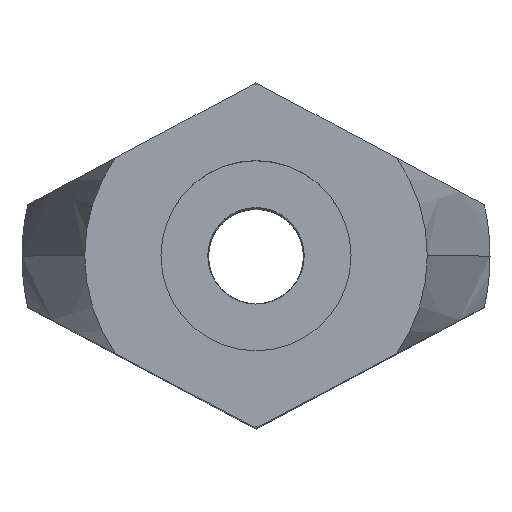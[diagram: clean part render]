
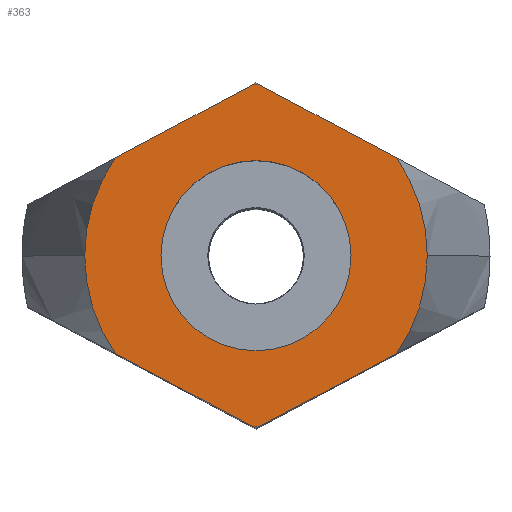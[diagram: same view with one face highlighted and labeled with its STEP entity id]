
A CAD part, top view. The second image highlights one B-rep face of the part: STEP entity #363.
In plain terms, the highlighted planar face has unit normal (0, 0, 1).
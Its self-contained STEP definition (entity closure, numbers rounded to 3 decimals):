
#191=EDGE_CURVE('',#301,#375,#522,.T.);
#195=VERTEX_POINT('',#526);
#209=EDGE_CURVE('',#215,#265,#541,.T.);
#215=VERTEX_POINT('',#549);
#247=EDGE_CURVE('',#397,#351,#585,.T.);
#251=EDGE_CURVE('',#289,#215,#589,.T.);
#255=EDGE_CURVE('',#265,#301,#594,.T.);
#261=EDGE_CURVE('',#325,#311,#600,.T.);
#265=VERTEX_POINT('',#605);
#267=EDGE_CURVE('',#195,#289,#607,.T.);
#289=VERTEX_POINT('',#632);
#301=VERTEX_POINT('',#644);
#303=EDGE_CURVE('',#311,#389,#646,.T.);
#305=EDGE_CURVE('',#375,#325,#648,.T.);
#311=VERTEX_POINT('',#654);
#325=VERTEX_POINT('',#669);
#351=VERTEX_POINT('',#698);
#357=VERTEX_POINT('',#706);
#363=ADVANCED_FACE('',(#712,#713),#714,.T.);
#375=VERTEX_POINT('',#729);
#385=EDGE_CURVE('',#389,#357,#739,.T.);
#389=VERTEX_POINT('',#743);
#397=VERTEX_POINT('',#752);
#491=EDGE_CURVE('',#351,#397,#860,.T.);
#493=EDGE_CURVE('',#357,#195,#862,.T.);
#522=CIRCLE('',#883,5.856);
#526=CARTESIAN_POINT('',(5.856,0.,13.0));
#541=CIRCLE('',#920,5.856);
#549=CARTESIAN_POINT('',(0.09,5.856,13.0));
#585=CIRCLE('',#983,3.25);
#589=LINE('',#990,#991);
#594=LINE('',#997,#998);
#600=LINE('',#1007,#1008);
#605=CARTESIAN_POINT('',(-0.09,5.856,13.0));
#607=CIRCLE('',#1016,5.856);
#632=CARTESIAN_POINT('',(4.804,3.349,13.0));
#644=CARTESIAN_POINT('',(-4.804,3.349,13.0));
#646=CIRCLE('',#1099,5.856);
#648=CIRCLE('',#1102,5.856);
#654=CARTESIAN_POINT('',(-0.09,-5.856,13.0));
#669=CARTESIAN_POINT('',(-4.804,-3.349,13.0));
#698=CARTESIAN_POINT('',(3.25,0.0,13.0));
#706=CARTESIAN_POINT('',(4.804,-3.349,13.0));
#712=FACE_OUTER_BOUND('',#1205,.T.);
#713=FACE_BOUND('',#1206,.T.);
#714=PLANE('',#1207);
#729=CARTESIAN_POINT('',(-5.856,0.,13.0));
#739=LINE('',#1239,#1240);
#743=CARTESIAN_POINT('',(0.09,-5.856,13.0));
#752=CARTESIAN_POINT('',(-3.25,0.,13.0));
#860=CIRCLE('',#1398,3.25);
#862=CIRCLE('',#1401,5.856);
#883=AXIS2_PLACEMENT_3D('',#1406,#1407,#1408);
#920=AXIS2_PLACEMENT_3D('',#1428,#1429,#1430);
#983=AXIS2_PLACEMENT_3D('',#1495,#1496,#1497);
#990=CARTESIAN_POINT('',(0.55,5.611,13.0));
#991=VECTOR('',#1499,1.0);
#997=CARTESIAN_POINT('',(-2.833,4.397,13.0));
#998=VECTOR('',#1507,1.0);
#1007=CARTESIAN_POINT('',(-2.833,-4.397,13.0));
#1008=VECTOR('',#1509,1.0);
#1016=AXIS2_PLACEMENT_3D('',#1518,#1519,#1520);
#1099=AXIS2_PLACEMENT_3D('',#1564,#1565,#1566);
#1102=AXIS2_PLACEMENT_3D('',#1567,#1568,#1569);
#1205=EDGE_LOOP('',(#1626,#1627,#1628,#1629,#1630,#1631,#1632,#1633,#1634,#1635));
#1206=EDGE_LOOP('',(#1636,#1637));
#1207=AXIS2_PLACEMENT_3D('',#1638,#1639,#1640);
#1239=CARTESIAN_POINT('',(0.55,-5.611,13.0));
#1240=VECTOR('',#1660,1.0);
#1398=AXIS2_PLACEMENT_3D('',#1821,#1822,#1823);
#1401=AXIS2_PLACEMENT_3D('',#1824,#1825,#1826);
#1406=CARTESIAN_POINT('',(0.,0.,13.0));
#1407=DIRECTION('',(0.,0.,1.0));
#1408=DIRECTION('',(-1.0,0.,-0.0));
#1428=CARTESIAN_POINT('',(0.,0.,13.0));
#1429=DIRECTION('',(0.,0.,1.0));
#1430=DIRECTION('',(-1.0,0.,-0.0));
#1495=CARTESIAN_POINT('',(0.0,0.0,13.0));
#1496=DIRECTION('',(0.,0.,-1.0));
#1497=DIRECTION('',(1.0,0.,0.));
#1499=DIRECTION('',(-0.883,0.469,0.));
#1507=DIRECTION('',(-0.883,-0.469,0.));
#1509=DIRECTION('',(0.883,-0.469,0.));
#1518=CARTESIAN_POINT('',(0.,0.,13.0));
#1519=DIRECTION('',(0.,0.,1.0));
#1520=DIRECTION('',(-1.0,0.,-0.0));
#1564=CARTESIAN_POINT('',(0.,0.,13.0));
#1565=DIRECTION('',(0.,0.,1.0));
#1566=DIRECTION('',(-1.0,0.,-0.0));
#1567=CARTESIAN_POINT('',(0.,0.,13.0));
#1568=DIRECTION('',(0.,0.,1.0));
#1569=DIRECTION('',(-1.0,0.,-0.0));
#1626=ORIENTED_EDGE('',*,*,#255,.T.);
#1627=ORIENTED_EDGE('',*,*,#191,.T.);
#1628=ORIENTED_EDGE('',*,*,#305,.T.);
#1629=ORIENTED_EDGE('',*,*,#261,.T.);
#1630=ORIENTED_EDGE('',*,*,#303,.T.);
#1631=ORIENTED_EDGE('',*,*,#385,.T.);
#1632=ORIENTED_EDGE('',*,*,#493,.T.);
#1633=ORIENTED_EDGE('',*,*,#267,.T.);
#1634=ORIENTED_EDGE('',*,*,#251,.T.);
#1635=ORIENTED_EDGE('',*,*,#209,.T.);
#1636=ORIENTED_EDGE('',*,*,#491,.T.);
#1637=ORIENTED_EDGE('',*,*,#247,.T.);
#1638=CARTESIAN_POINT('',(-2.928,0.,13.0));
#1639=DIRECTION('',(0.,0.,1.0));
#1640=DIRECTION('',(-1.0,0.,0.));
#1660=DIRECTION('',(0.883,0.469,0.));
#1821=CARTESIAN_POINT('',(0.0,0.0,13.0));
#1822=DIRECTION('',(0.,0.,-1.0));
#1823=DIRECTION('',(1.0,0.,0.));
#1824=CARTESIAN_POINT('',(0.,0.,13.0));
#1825=DIRECTION('',(0.,0.,1.0));
#1826=DIRECTION('',(-1.0,0.,-0.0));
